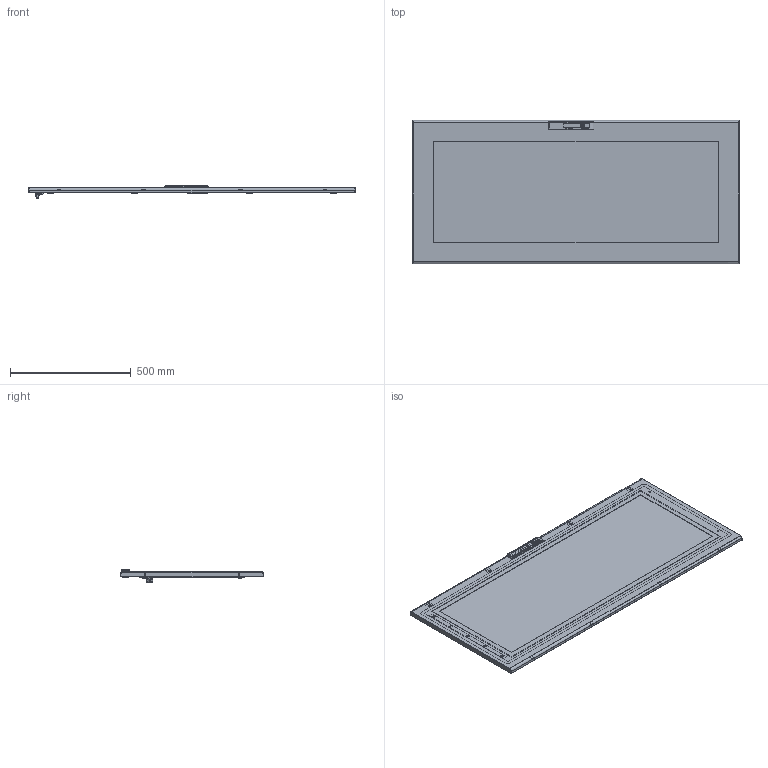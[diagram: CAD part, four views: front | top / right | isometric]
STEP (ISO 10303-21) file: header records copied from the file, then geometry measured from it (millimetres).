
FILE_DESCRIPTION (( 'STEP AP203' ), '1' );
FILE_NAME ('1400x600.step', '2011-02-16T12:32:32', ( 'User' ), ( 'DKC' ), 'SwSTEP 2.0', 'SolidWorks 2010', '' );
FILE_SCHEMA (( 'CONFIG_CONTROL_DESIGN' ));
Products named in the file (32): land; AC00C184 dado telaio interno porta_Default; sealant for sviluppo porta quadro_1400x600; hermetic for transparente door_1400x600; Montante verticale + Traversa orizzontale interno porta_Traversa orizzontale 600; Vetro porta quadro_R5CPTE1460; Wood screw 4.2x13_Tapping screw DIN 7049-ST4.2x13-F-H-S; Sostegno autoallineante per porta AC00C446; Çåðêàëüíî îòðàçèòüboccola AC00C378; Çåðêàëüíî îòðàçèòüribattino AC00C377; Çåðêàëüíî îòðàçèòüterminator for door.SLDPRT1; Çåðêàëüíî îòðàçèòüterminator for door.SLDPRT; boccola AC00C378; ribattino AC00C377; terminator for door.SLDPRT; AC00C254_Default; Hex Flange Bolt M6x10_ISO 4162 - M6 x 12 x 12-S; Nut M6_Hexagon Nut ISO - 4034 - M6 - S; hinge AC00C170_Default; distanziale di gomma per RAM BLOCK_Default; linguetta_AC00C387; ASTINA Inferiore_1400; ASTINA Superiore_1400; Ingranaggio per cariglione modificated_AC00C388; inserto chiave per maniglia RAM BLOCK_AC00C389; Sealing ring; basetta esterna_AC00C506; maniglia RAM BLOCK modificated_AC00C505; RAMBLOCK montata modificated_Default; AC00C400 Quadro IP55 Guida aste_Default; Sviluppo porta transparente quadro_1400X600; 1400x600
Assembly tree (59 placements, depth 3):
  1400x600
    hinge AC00C170_Default  x4
    Çåðêàëüíî îòðàçèòüterminator for door.SLDPRT1
      Çåðêàëüíî îòðàçèòüboccola AC00C378
      Çåðêàëüíî îòðàçèòüribattino AC00C377
    RAMBLOCK montata modificated_Default
      inserto chiave per maniglia RAM BLOCK_AC00C389
      maniglia RAM BLOCK modificated_AC00C505
      Ingranaggio per cariglione modificated_AC00C388
      basetta esterna_AC00C506
      Sealing ring
    distanziale di gomma per RAM BLOCK_Default  x2
    Wood screw 4.2x13_Tapping screw DIN 7049-ST4.2x13-F-H-S  x5
    sealant for sviluppo porta quadro_1400x600
    ASTINA Superiore_1400
    AC00C184 dado telaio interno porta_Default  x2
    AC00C400 Quadro IP55 Guida aste_Default  x4
    AC00C254_Default  x4
    Nut M6_Hexagon Nut ISO - 4034 - M6 - S  x4
    terminator for door.SLDPRT  x2
      ribattino AC00C377
      boccola AC00C378
    linguetta_AC00C387
    Sostegno autoallineante per porta AC00C446
    land  x8
    Sviluppo porta transparente quadro_1400X600
    hermetic for transparente door_1400x600
    Çåðêàëüíî îòðàçèòüterminator for door.SLDPRT
      Çåðêàëüíî îòðàçèòüribattino AC00C377
      Çåðêàëüíî îòðàçèòüboccola AC00C378
    Montante verticale + Traversa orizzontale interno porta_Traversa orizzontale 600
    Hex Flange Bolt M6x10_ISO 4162 - M6 x 12 x 12-S
    ASTINA Inferiore_1400
    Vetro porta quadro_R5CPTE1460
Bounding box: 1355 x 594 x 52.66 mm (x, y, z)
Volume: 3669996.6 mm3; surface area: 2365021.7 mm2
Topology: 64 solids, 64 shells, 5161 faces, 14156 edges, 9158 vertices
Faces by surface type: bspline 2303, cylinder 1346, plane 1001, cone 461, torus 40, sphere 10
Entity records: 71195 total; most frequent: CARTESIAN_POINT 28353, ORIENTED_EDGE 8786, DIRECTION 7186, EDGE_CURVE 4393, VERTEX_POINT 2804, AXIS2_PLACEMENT_3D 2565, LINE 2056, VECTOR 2056
